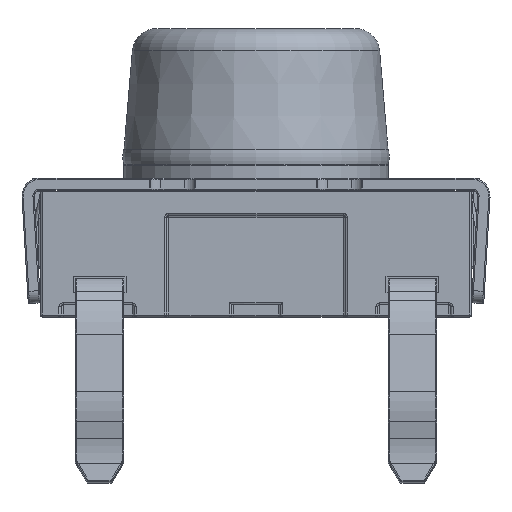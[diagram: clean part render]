
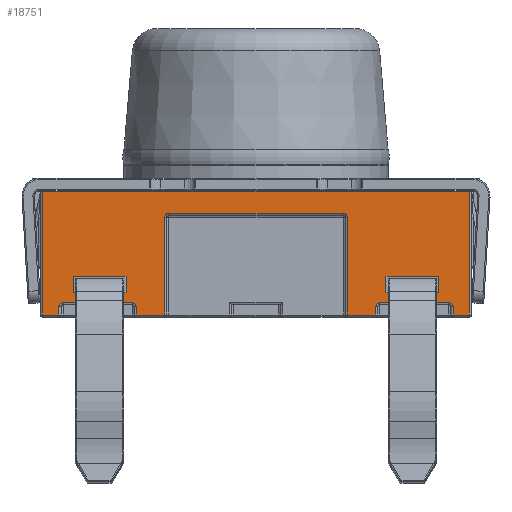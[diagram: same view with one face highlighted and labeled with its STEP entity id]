
A CAD part, left-side view. The second image highlights one B-rep face of the part: STEP entity #18751.
In plain terms, the highlighted planar face has unit normal (-1, 0, 0).
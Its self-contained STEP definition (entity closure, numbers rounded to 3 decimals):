
#1033=FACE_BOUND('',#6276,.T.);
#1034=FACE_BOUND('',#6277,.T.);
#1389=PLANE('',#20761);
#2115=LINE('',#32463,#3309);
#2119=LINE('',#32471,#3313);
#2122=LINE('',#32477,#3316);
#2125=LINE('',#32482,#3319);
#2127=LINE('',#32488,#3321);
#2128=LINE('',#32490,#3322);
#2129=LINE('',#32492,#3323);
#2130=LINE('',#32494,#3324);
#2131=LINE('',#32496,#3325);
#2132=LINE('',#32500,#3326);
#2133=LINE('',#32504,#3327);
#2134=LINE('',#32506,#3328);
#2135=LINE('',#32508,#3329);
#2136=LINE('',#32512,#3330);
#2137=LINE('',#32516,#3331);
#2138=LINE('',#32518,#3332);
#2139=LINE('',#32520,#3333);
#2140=LINE('',#32524,#3334);
#2141=LINE('',#32528,#3335);
#2142=LINE('',#32529,#3336);
#2143=LINE('',#32532,#3337);
#2144=LINE('',#32534,#3338);
#2145=LINE('',#32536,#3339);
#2146=LINE('',#32537,#3340);
#3309=VECTOR('',#25354,10.);
#3313=VECTOR('',#25360,10.);
#3316=VECTOR('',#25365,10.);
#3319=VECTOR('',#25370,10.);
#3321=VECTOR('',#25376,10.);
#3322=VECTOR('',#25377,10.);
#3323=VECTOR('',#25378,10.);
#3324=VECTOR('',#25379,10.);
#3325=VECTOR('',#25380,10.);
#3326=VECTOR('',#25383,10.);
#3327=VECTOR('',#25386,10.);
#3328=VECTOR('',#25387,10.);
#3329=VECTOR('',#25388,10.);
#3330=VECTOR('',#25391,10.);
#3331=VECTOR('',#25394,10.);
#3332=VECTOR('',#25395,10.);
#3333=VECTOR('',#25396,10.);
#3334=VECTOR('',#25399,10.);
#3335=VECTOR('',#25402,10.);
#3336=VECTOR('',#25403,10.);
#3337=VECTOR('',#25404,10.);
#3338=VECTOR('',#25405,10.);
#3339=VECTOR('',#25406,10.);
#3340=VECTOR('',#25407,10.);
#5072=FACE_OUTER_BOUND('',#6275,.T.);
#6275=EDGE_LOOP('',(#15449,#15450,#15451,#15452,#15453,#15454,#15455,#15456,
#15457,#15458,#15459,#15460,#15461,#15462,#15463,#15464,#15465,#15466,#15467,
#15468,#15469,#15470));
#6276=EDGE_LOOP('',(#15471,#15472,#15473,#15474));
#6277=EDGE_LOOP('',(#15475,#15476,#15477,#15478));
#7749=CIRCLE('',#20762,0.1);
#7750=CIRCLE('',#20763,0.1);
#7751=CIRCLE('',#20764,0.1);
#7752=CIRCLE('',#20765,0.1);
#7753=CIRCLE('',#20766,0.1);
#7754=CIRCLE('',#20767,0.1);
#9185=VERTEX_POINT('',#32461);
#9186=VERTEX_POINT('',#32462);
#9189=VERTEX_POINT('',#32470);
#9191=VERTEX_POINT('',#32476);
#9193=VERTEX_POINT('',#32486);
#9194=VERTEX_POINT('',#32487);
#9195=VERTEX_POINT('',#32489);
#9196=VERTEX_POINT('',#32491);
#9197=VERTEX_POINT('',#32493);
#9198=VERTEX_POINT('',#32495);
#9199=VERTEX_POINT('',#32497);
#9200=VERTEX_POINT('',#32499);
#9201=VERTEX_POINT('',#32501);
#9202=VERTEX_POINT('',#32503);
#9203=VERTEX_POINT('',#32505);
#9204=VERTEX_POINT('',#32507);
#9205=VERTEX_POINT('',#32509);
#9206=VERTEX_POINT('',#32511);
#9207=VERTEX_POINT('',#32513);
#9208=VERTEX_POINT('',#32515);
#9209=VERTEX_POINT('',#32517);
#9210=VERTEX_POINT('',#32519);
#9211=VERTEX_POINT('',#32521);
#9212=VERTEX_POINT('',#32523);
#9213=VERTEX_POINT('',#32525);
#9214=VERTEX_POINT('',#32527);
#9215=VERTEX_POINT('',#32530);
#9216=VERTEX_POINT('',#32531);
#9217=VERTEX_POINT('',#32533);
#9218=VERTEX_POINT('',#32535);
#11344=EDGE_CURVE('',#9185,#9186,#2115,.T.);
#11348=EDGE_CURVE('',#9186,#9189,#2119,.T.);
#11351=EDGE_CURVE('',#9189,#9191,#2122,.T.);
#11354=EDGE_CURVE('',#9191,#9185,#2125,.T.);
#11356=EDGE_CURVE('',#9193,#9194,#2127,.T.);
#11357=EDGE_CURVE('',#9195,#9193,#2128,.T.);
#11358=EDGE_CURVE('',#9196,#9195,#2129,.T.);
#11359=EDGE_CURVE('',#9197,#9196,#2130,.T.);
#11360=EDGE_CURVE('',#9198,#9197,#2131,.T.);
#11361=EDGE_CURVE('',#9199,#9198,#7749,.T.);
#11362=EDGE_CURVE('',#9200,#9199,#2132,.T.);
#11363=EDGE_CURVE('',#9201,#9200,#7750,.T.);
#11364=EDGE_CURVE('',#9202,#9201,#2133,.T.);
#11365=EDGE_CURVE('',#9203,#9202,#2134,.T.);
#11366=EDGE_CURVE('',#9204,#9203,#2135,.T.);
#11367=EDGE_CURVE('',#9205,#9204,#7751,.T.);
#11368=EDGE_CURVE('',#9206,#9205,#2136,.T.);
#11369=EDGE_CURVE('',#9207,#9206,#7752,.T.);
#11370=EDGE_CURVE('',#9208,#9207,#2137,.T.);
#11371=EDGE_CURVE('',#9209,#9208,#2138,.T.);
#11372=EDGE_CURVE('',#9210,#9209,#2139,.T.);
#11373=EDGE_CURVE('',#9211,#9210,#7753,.T.);
#11374=EDGE_CURVE('',#9212,#9211,#2140,.T.);
#11375=EDGE_CURVE('',#9213,#9212,#7754,.T.);
#11376=EDGE_CURVE('',#9214,#9213,#2141,.T.);
#11377=EDGE_CURVE('',#9194,#9214,#2142,.T.);
#11378=EDGE_CURVE('',#9215,#9216,#2143,.T.);
#11379=EDGE_CURVE('',#9216,#9217,#2144,.T.);
#11380=EDGE_CURVE('',#9217,#9218,#2145,.T.);
#11381=EDGE_CURVE('',#9218,#9215,#2146,.T.);
#15449=ORIENTED_EDGE('',*,*,#11356,.F.);
#15450=ORIENTED_EDGE('',*,*,#11357,.F.);
#15451=ORIENTED_EDGE('',*,*,#11358,.F.);
#15452=ORIENTED_EDGE('',*,*,#11359,.F.);
#15453=ORIENTED_EDGE('',*,*,#11360,.F.);
#15454=ORIENTED_EDGE('',*,*,#11361,.F.);
#15455=ORIENTED_EDGE('',*,*,#11362,.F.);
#15456=ORIENTED_EDGE('',*,*,#11363,.F.);
#15457=ORIENTED_EDGE('',*,*,#11364,.F.);
#15458=ORIENTED_EDGE('',*,*,#11365,.F.);
#15459=ORIENTED_EDGE('',*,*,#11366,.F.);
#15460=ORIENTED_EDGE('',*,*,#11367,.F.);
#15461=ORIENTED_EDGE('',*,*,#11368,.F.);
#15462=ORIENTED_EDGE('',*,*,#11369,.F.);
#15463=ORIENTED_EDGE('',*,*,#11370,.F.);
#15464=ORIENTED_EDGE('',*,*,#11371,.F.);
#15465=ORIENTED_EDGE('',*,*,#11372,.F.);
#15466=ORIENTED_EDGE('',*,*,#11373,.F.);
#15467=ORIENTED_EDGE('',*,*,#11374,.F.);
#15468=ORIENTED_EDGE('',*,*,#11375,.F.);
#15469=ORIENTED_EDGE('',*,*,#11376,.F.);
#15470=ORIENTED_EDGE('',*,*,#11377,.F.);
#15471=ORIENTED_EDGE('',*,*,#11378,.T.);
#15472=ORIENTED_EDGE('',*,*,#11379,.T.);
#15473=ORIENTED_EDGE('',*,*,#11380,.T.);
#15474=ORIENTED_EDGE('',*,*,#11381,.T.);
#15475=ORIENTED_EDGE('',*,*,#11344,.T.);
#15476=ORIENTED_EDGE('',*,*,#11348,.T.);
#15477=ORIENTED_EDGE('',*,*,#11351,.T.);
#15478=ORIENTED_EDGE('',*,*,#11354,.T.);
#18751=ADVANCED_FACE('',(#5072,#1033,#1034),#1389,.T.);
#20761=AXIS2_PLACEMENT_3D('',#32485,#25374,#25375);
#20762=AXIS2_PLACEMENT_3D('',#32498,#25381,#25382);
#20763=AXIS2_PLACEMENT_3D('',#32502,#25384,#25385);
#20764=AXIS2_PLACEMENT_3D('',#32510,#25389,#25390);
#20765=AXIS2_PLACEMENT_3D('',#32514,#25392,#25393);
#20766=AXIS2_PLACEMENT_3D('',#32522,#25397,#25398);
#20767=AXIS2_PLACEMENT_3D('',#32526,#25400,#25401);
#25354=DIRECTION('',(0.,1.,0.));
#25360=DIRECTION('',(0.,0.,1.));
#25365=DIRECTION('',(0.,-1.,0.));
#25370=DIRECTION('',(0.,0.,-1.));
#25374=DIRECTION('center_axis',(-1.,0.,0.));
#25375=DIRECTION('ref_axis',(0.,-1.,0.));
#25376=DIRECTION('',(0.,0.,-1.));
#25377=DIRECTION('',(0.,-1.,0.));
#25378=DIRECTION('',(0.,0.,1.));
#25379=DIRECTION('',(0.,1.,0.));
#25380=DIRECTION('',(0.,0.,-1.));
#25381=DIRECTION('center_axis',(-1.,0.,0.));
#25382=DIRECTION('ref_axis',(0.,0.707,0.707));
#25383=DIRECTION('',(0.,1.,0.));
#25384=DIRECTION('center_axis',(-1.,0.,0.));
#25385=DIRECTION('ref_axis',(0.,-0.707,0.707));
#25386=DIRECTION('',(0.,0.,1.));
#25387=DIRECTION('',(0.,1.,0.));
#25388=DIRECTION('',(0.,0.,-1.));
#25389=DIRECTION('center_axis',(-1.,0.,0.));
#25390=DIRECTION('ref_axis',(0.,0.707,0.707));
#25391=DIRECTION('',(0.,1.,0.));
#25392=DIRECTION('center_axis',(-1.,0.,0.));
#25393=DIRECTION('ref_axis',(0.,-0.707,0.707));
#25394=DIRECTION('',(0.,0.,1.));
#25395=DIRECTION('',(0.,1.,0.));
#25396=DIRECTION('',(0.,0.,-1.));
#25397=DIRECTION('center_axis',(-1.,0.,0.));
#25398=DIRECTION('ref_axis',(0.,0.707,0.707));
#25399=DIRECTION('',(0.,1.,0.));
#25400=DIRECTION('center_axis',(-1.,0.,0.));
#25401=DIRECTION('ref_axis',(0.,-0.707,0.707));
#25402=DIRECTION('',(0.,0.,1.));
#25403=DIRECTION('',(0.,1.,0.));
#25404=DIRECTION('',(0.,1.,0.));
#25405=DIRECTION('',(0.,0.,1.));
#25406=DIRECTION('',(0.,-1.,0.));
#25407=DIRECTION('',(0.,0.,-1.));
#32461=CARTESIAN_POINT('',(-5.7,-4.5,0.6));
#32462=CARTESIAN_POINT('',(-5.7,-3.2,0.6));
#32463=CARTESIAN_POINT('',(-5.7,1.05,0.6));
#32470=CARTESIAN_POINT('',(-5.7,-3.2,1.));
#32471=CARTESIAN_POINT('',(-5.7,-3.2,0.5));
#32476=CARTESIAN_POINT('',(-5.7,-4.5,1.));
#32477=CARTESIAN_POINT('',(-5.7,0.4,1.));
#32482=CARTESIAN_POINT('',(-5.7,-4.5,0.3));
#32485=CARTESIAN_POINT('Origin',(-5.7,5.3,0.));
#32486=CARTESIAN_POINT('',(-5.7,-5.25,3.1));
#32487=CARTESIAN_POINT('',(-5.7,-5.25,0.05));
#32488=CARTESIAN_POINT('',(-5.7,-5.25,0.));
#32489=CARTESIAN_POINT('',(-5.7,5.25,3.1));
#32490=CARTESIAN_POINT('',(-5.7,-5.3,3.1));
#32491=CARTESIAN_POINT('',(-5.7,5.25,0.05));
#32492=CARTESIAN_POINT('',(-5.7,5.25,0.));
#32493=CARTESIAN_POINT('',(-5.7,4.85,0.05));
#32494=CARTESIAN_POINT('',(-5.7,2.65,0.05));
#32495=CARTESIAN_POINT('',(-5.7,4.85,0.25));
#32496=CARTESIAN_POINT('',(-5.7,4.85,0.));
#32497=CARTESIAN_POINT('',(-5.7,4.75,0.35));
#32498=CARTESIAN_POINT('Origin',(-5.7,4.75,0.25));
#32499=CARTESIAN_POINT('',(-5.7,3.05,0.35));
#32500=CARTESIAN_POINT('',(-5.7,4.6,0.35));
#32501=CARTESIAN_POINT('',(-5.7,2.95,0.25));
#32502=CARTESIAN_POINT('Origin',(-5.7,3.05,0.25));
#32503=CARTESIAN_POINT('',(-5.7,2.95,0.05));
#32504=CARTESIAN_POINT('',(-5.7,2.95,0.));
#32505=CARTESIAN_POINT('',(-5.7,2.25,0.05));
#32506=CARTESIAN_POINT('',(-5.7,2.65,0.05));
#32507=CARTESIAN_POINT('',(-5.7,2.25,2.45));
#32508=CARTESIAN_POINT('',(-5.7,2.25,0.));
#32509=CARTESIAN_POINT('',(-5.7,2.15,2.55));
#32510=CARTESIAN_POINT('Origin',(-5.7,2.15,2.45));
#32511=CARTESIAN_POINT('',(-5.7,-2.15,2.55));
#32512=CARTESIAN_POINT('',(-5.7,2.65,2.55));
#32513=CARTESIAN_POINT('',(-5.7,-2.25,2.45));
#32514=CARTESIAN_POINT('Origin',(-5.7,-2.15,2.45));
#32515=CARTESIAN_POINT('',(-5.7,-2.25,0.05));
#32516=CARTESIAN_POINT('',(-5.7,-2.25,0.));
#32517=CARTESIAN_POINT('',(-5.7,-2.95,0.05));
#32518=CARTESIAN_POINT('',(-5.7,2.65,0.05));
#32519=CARTESIAN_POINT('',(-5.7,-2.95,0.25));
#32520=CARTESIAN_POINT('',(-5.7,-2.95,0.));
#32521=CARTESIAN_POINT('',(-5.7,-3.05,0.35));
#32522=CARTESIAN_POINT('Origin',(-5.7,-3.05,0.25));
#32523=CARTESIAN_POINT('',(-5.7,-4.75,0.35));
#32524=CARTESIAN_POINT('',(-5.7,0.7,0.35));
#32525=CARTESIAN_POINT('',(-5.7,-4.85,0.25));
#32526=CARTESIAN_POINT('Origin',(-5.7,-4.75,0.25));
#32527=CARTESIAN_POINT('',(-5.7,-4.85,0.05));
#32528=CARTESIAN_POINT('',(-5.7,-4.85,0.));
#32529=CARTESIAN_POINT('',(-5.7,2.65,0.05));
#32530=CARTESIAN_POINT('',(-5.7,3.2,0.6));
#32531=CARTESIAN_POINT('',(-5.7,4.5,0.6));
#32532=CARTESIAN_POINT('',(-5.7,4.9,0.6));
#32533=CARTESIAN_POINT('',(-5.7,4.5,1.));
#32534=CARTESIAN_POINT('',(-5.7,4.5,0.5));
#32535=CARTESIAN_POINT('',(-5.7,3.2,1.));
#32536=CARTESIAN_POINT('',(-5.7,4.25,1.));
#32537=CARTESIAN_POINT('',(-5.7,3.2,0.3));
